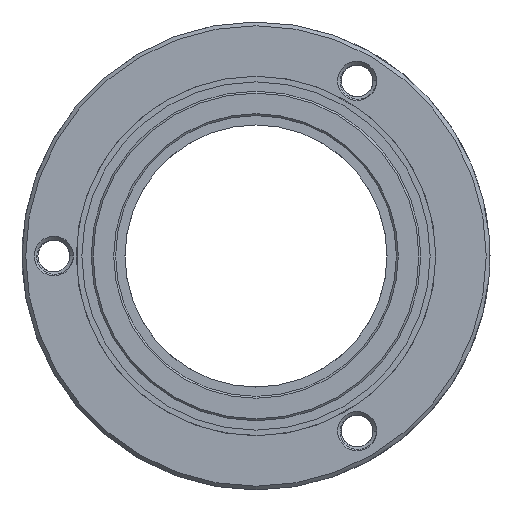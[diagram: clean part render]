
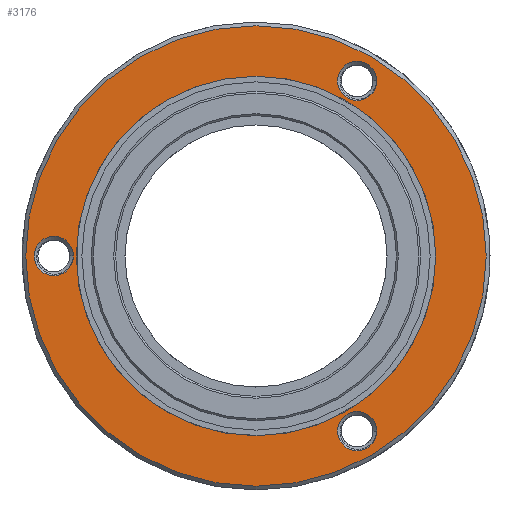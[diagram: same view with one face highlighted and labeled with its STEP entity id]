
A CAD part, left-side view. The second image highlights one B-rep face of the part: STEP entity #3176.
In plain terms, the highlighted planar face has unit normal (-1, 0, 0).
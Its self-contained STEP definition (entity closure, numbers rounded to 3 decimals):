
#1236 = ORIENTED_EDGE ( 'NONE', *, *, #4649, .F. ) ;
#1280 = DIRECTION ( 'NONE',  ( 1., 0., 0. ) ) ;
#1556 = CIRCLE ( 'NONE', #3124, 1.05 ) ;
#2721 = AXIS2_PLACEMENT_3D ( 'NONE', #21740, #1280, #8639 ) ;
#3124 = AXIS2_PLACEMENT_3D ( 'NONE', #3731, #15056, #9868 ) ;
#3176 = ADVANCED_FACE ( 'NONE', ( #15338, #11582, #22882, #4004, #9522 ), #13633, .F. ) ;
#3601 = EDGE_LOOP ( 'NONE', ( #6567 ) ) ;
#3731 = CARTESIAN_POINT ( 'NONE',  ( 8., 10.8, 0. ) ) ;
#4004 = FACE_BOUND ( 'NONE', #13636, .T. ) ;
#4295 = VERTEX_POINT ( 'NONE', #19788 ) ;
#4296 = CIRCLE ( 'NONE', #21301, 12.3 ) ;
#4649 = EDGE_CURVE ( 'NONE', #9692, #9692, #21200, .T. ) ;
#4902 = CARTESIAN_POINT ( 'NONE',  ( 8., 0., -12.3 ) ) ;
#6043 = EDGE_CURVE ( 'NONE', #15263, #15263, #20535, .T. ) ;
#6178 = CARTESIAN_POINT ( 'NONE',  ( 8., 12.5, 0. ) ) ;
#6567 = ORIENTED_EDGE ( 'NONE', *, *, #6043, .T. ) ;
#8639 = DIRECTION ( 'NONE',  ( 0., 0., -1. ) ) ;
#8767 = EDGE_CURVE ( 'NONE', #4295, #4295, #19876, .T. ) ;
#9046 = DIRECTION ( 'NONE',  ( 1., 0., 0. ) ) ;
#9283 = DIRECTION ( 'NONE',  ( -1., 0., 0. ) ) ;
#9414 = DIRECTION ( 'NONE',  ( 0., 0., 1. ) ) ;
#9522 = FACE_BOUND ( 'NONE', #12757, .T. ) ;
#9692 = VERTEX_POINT ( 'NONE', #19177 ) ;
#9868 = DIRECTION ( 'NONE',  ( 0., 0., -1. ) ) ;
#10190 = VERTEX_POINT ( 'NONE', #4902 ) ;
#10294 = CARTESIAN_POINT ( 'NONE',  ( 8., -5.4, -9.353 ) ) ;
#11398 = EDGE_LOOP ( 'NONE', ( #23332 ) ) ;
#11582 = FACE_BOUND ( 'NONE', #20753, .T. ) ;
#11782 = AXIS2_PLACEMENT_3D ( 'NONE', #6178, #13406, #19246 ) ;
#12364 = VERTEX_POINT ( 'NONE', #23415 ) ;
#12490 = AXIS2_PLACEMENT_3D ( 'NONE', #10294, #9046, #21931 ) ;
#12757 = EDGE_LOOP ( 'NONE', ( #1236 ) ) ;
#13406 = DIRECTION ( 'NONE',  ( 1., 0., 0. ) ) ;
#13633 = PLANE ( 'NONE',  #11782 ) ;
#13636 = EDGE_LOOP ( 'NONE', ( #16215 ) ) ;
#13701 = DIRECTION ( 'NONE',  ( -1., 0., 0. ) ) ;
#14058 = CARTESIAN_POINT ( 'NONE',  ( 8., 0., 0. ) ) ;
#14124 = ORIENTED_EDGE ( 'NONE', *, *, #8767, .T. ) ;
#14524 = EDGE_CURVE ( 'NONE', #12364, #12364, #1556, .T. ) ;
#14945 = AXIS2_PLACEMENT_3D ( 'NONE', #22541, #9283, #9414 ) ;
#15016 = EDGE_CURVE ( 'NONE', #10190, #10190, #4296, .T. ) ;
#15056 = DIRECTION ( 'NONE',  ( 1., 0., 0. ) ) ;
#15263 = VERTEX_POINT ( 'NONE', #22697 ) ;
#15338 = FACE_OUTER_BOUND ( 'NONE', #11398, .T. ) ;
#15519 = DIRECTION ( 'NONE',  ( 0., 0., -1. ) ) ;
#16215 = ORIENTED_EDGE ( 'NONE', *, *, #14524, .T. ) ;
#19177 = CARTESIAN_POINT ( 'NONE',  ( 8., 0., 9.6 ) ) ;
#19246 = DIRECTION ( 'NONE',  ( 0., 0., -1. ) ) ;
#19788 = CARTESIAN_POINT ( 'NONE',  ( 8., -5.4, -10.403 ) ) ;
#19876 = CIRCLE ( 'NONE', #12490, 1.05 ) ;
#20535 = CIRCLE ( 'NONE', #2721, 1.05 ) ;
#20753 = EDGE_LOOP ( 'NONE', ( #14124 ) ) ;
#21200 = CIRCLE ( 'NONE', #14945, 9.6 ) ;
#21301 = AXIS2_PLACEMENT_3D ( 'NONE', #14058, #13701, #15519 ) ;
#21740 = CARTESIAN_POINT ( 'NONE',  ( 8., -5.4, 9.353 ) ) ;
#21931 = DIRECTION ( 'NONE',  ( 0., 0., -1. ) ) ;
#22541 = CARTESIAN_POINT ( 'NONE',  ( 8., 0., 0. ) ) ;
#22697 = CARTESIAN_POINT ( 'NONE',  ( 8., -5.4, 8.303 ) ) ;
#22882 = FACE_BOUND ( 'NONE', #3601, .T. ) ;
#23332 = ORIENTED_EDGE ( 'NONE', *, *, #15016, .T. ) ;
#23415 = CARTESIAN_POINT ( 'NONE',  ( 8., 10.8, -1.05 ) ) ;
